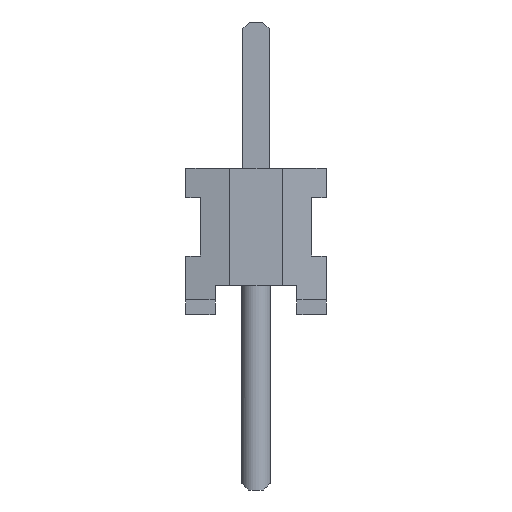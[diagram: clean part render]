
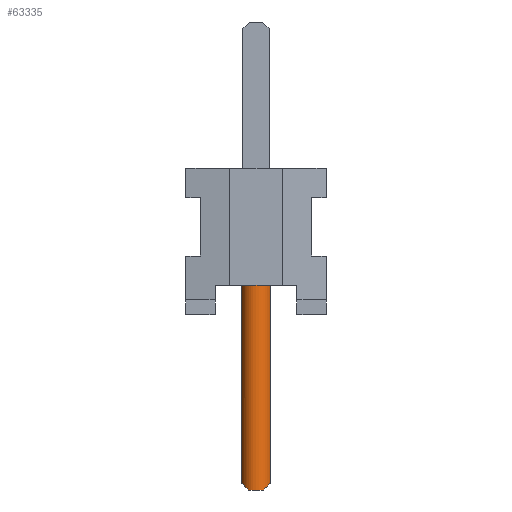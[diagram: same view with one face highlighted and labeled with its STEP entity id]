
A CAD part, left-side view. The second image highlights one B-rep face of the part: STEP entity #63335.
In plain terms, the highlighted cylindrical face has radius 0.254 mm (diameter 0.508 mm), a full revolution.
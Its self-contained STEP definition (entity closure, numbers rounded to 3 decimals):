
#60413 = EDGE_CURVE('',#60414,#60416,#60418,.T.);
#60414 = VERTEX_POINT('',#60415);
#60415 = CARTESIAN_POINT('',(-30.734,0.,1.27));
#60416 = VERTEX_POINT('',#60417);
#60417 = CARTESIAN_POINT('',(-30.26,0.127,1.27));
#60418 = CIRCLE('',#60419,0.254);
#60419 = AXIS2_PLACEMENT_3D('',#60420,#60421,#60422);
#60420 = CARTESIAN_POINT('',(-30.48,0.,1.27));
#60421 = DIRECTION('',(0.,0.,1.));
#60422 = DIRECTION('',(1.,0.,0.));
#60424 = EDGE_CURVE('',#60416,#60414,#60425,.T.);
#60425 = CIRCLE('',#60426,0.254);
#60426 = AXIS2_PLACEMENT_3D('',#60427,#60428,#60429);
#60427 = CARTESIAN_POINT('',(-30.48,0.,1.27));
#60428 = DIRECTION('',(0.,0.,1.));
#60429 = DIRECTION('',(1.,0.,0.));
#63335 = ADVANCED_FACE('',(#63336),#63382,.T.);
#63336 = FACE_BOUND('',#63337,.T.);
#63337 = EDGE_LOOP('',(#63338,#63339,#63346,#63355,#63364,#63373,#63380,
    #63381));
#63338 = ORIENTED_EDGE('',*,*,#60424,.F.);
#63339 = ORIENTED_EDGE('',*,*,#63340,.T.);
#63340 = EDGE_CURVE('',#60416,#63341,#63343,.T.);
#63341 = VERTEX_POINT('',#63342);
#63342 = CARTESIAN_POINT('',(-30.26,0.127,-3.048));
#63343 = B_SPLINE_CURVE_WITH_KNOTS('',1,(#63344,#63345),.UNSPECIFIED.,
  .F.,.F.,(2,2),(0.,4.318),.PIECEWISE_BEZIER_KNOTS.);
#63344 = CARTESIAN_POINT('',(-30.26,0.127,1.27));
#63345 = CARTESIAN_POINT('',(-30.26,0.127,-3.048));
#63346 = ORIENTED_EDGE('',*,*,#63347,.T.);
#63347 = EDGE_CURVE('',#63341,#63348,#63350,.T.);
#63348 = VERTEX_POINT('',#63349);
#63349 = CARTESIAN_POINT('',(-30.7,0.127,-3.048));
#63350 = ELLIPSE('',#63351,0.359,0.254);
#63351 = AXIS2_PLACEMENT_3D('',#63352,#63353,#63354);
#63352 = CARTESIAN_POINT('',(-30.48,0.,-3.175));
#63353 = DIRECTION('',(0.,-0.707,0.707));
#63354 = DIRECTION('',(0.,-0.707,-0.707));
#63355 = ORIENTED_EDGE('',*,*,#63356,.T.);
#63356 = EDGE_CURVE('',#63348,#63357,#63359,.T.);
#63357 = VERTEX_POINT('',#63358);
#63358 = CARTESIAN_POINT('',(-30.7,-0.127,-3.048));
#63359 = CIRCLE('',#63360,0.254);
#63360 = AXIS2_PLACEMENT_3D('',#63361,#63362,#63363);
#63361 = CARTESIAN_POINT('',(-30.48,0.,-3.048));
#63362 = DIRECTION('',(0.,0.,1.));
#63363 = DIRECTION('',(0.,-1.,0.));
#63364 = ORIENTED_EDGE('',*,*,#63365,.T.);
#63365 = EDGE_CURVE('',#63357,#63366,#63368,.T.);
#63366 = VERTEX_POINT('',#63367);
#63367 = CARTESIAN_POINT('',(-30.26,-0.127,-3.048));
#63368 = ELLIPSE('',#63369,0.359,0.254);
#63369 = AXIS2_PLACEMENT_3D('',#63370,#63371,#63372);
#63370 = CARTESIAN_POINT('',(-30.48,0.,-3.175));
#63371 = DIRECTION('',(0.,0.707,0.707));
#63372 = DIRECTION('',(0.,0.707,-0.707));
#63373 = ORIENTED_EDGE('',*,*,#63374,.T.);
#63374 = EDGE_CURVE('',#63366,#63341,#63375,.T.);
#63375 = CIRCLE('',#63376,0.254);
#63376 = AXIS2_PLACEMENT_3D('',#63377,#63378,#63379);
#63377 = CARTESIAN_POINT('',(-30.48,0.,-3.048));
#63378 = DIRECTION('',(0.,0.,1.));
#63379 = DIRECTION('',(0.,-1.,0.));
#63380 = ORIENTED_EDGE('',*,*,#63340,.F.);
#63381 = ORIENTED_EDGE('',*,*,#60413,.F.);
#63382 = CYLINDRICAL_SURFACE('',#63383,0.254);
#63383 = AXIS2_PLACEMENT_3D('',#63384,#63385,#63386);
#63384 = CARTESIAN_POINT('',(-30.48,0.,1.27));
#63385 = DIRECTION('',(0.,0.,-1.));
#63386 = DIRECTION('',(0.,1.,0.));
